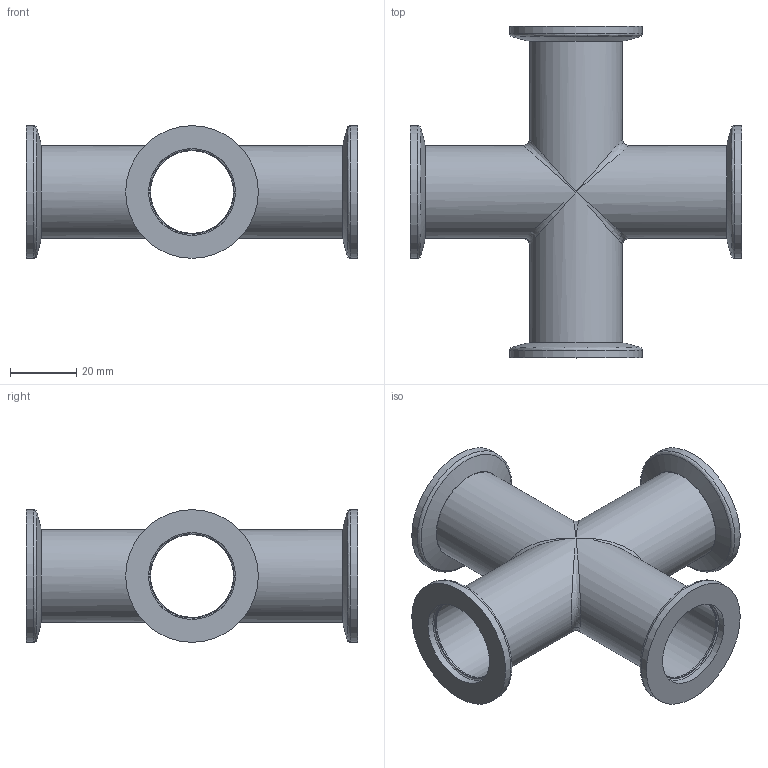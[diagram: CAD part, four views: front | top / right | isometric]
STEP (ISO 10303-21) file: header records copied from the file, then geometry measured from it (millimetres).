
FILE_DESCRIPTION (( 'STEP AP214' ), '1' );
FILE_NAME ('FULLVAC X41KF25.STEP', '2019-04-05T14:21:48', ( '' ), ( '' ), 'SwSTEP 2.0', 'SolidWorks 2017', '' );
FILE_SCHEMA (( 'AUTOMOTIVE_DESIGN' ));
Length unit declared in the file: millimetre
Products named in the file (3): 1^FULLVAC X41KF25; 2^FULLVAC X41KF25; FULLVAC X41KF25
Assembly tree (5 placements, depth 2):
  FULLVAC X41KF25
    1^FULLVAC X41KF25
    2^FULLVAC X41KF25  x4
Bounding box: 100 x 100 x 40 mm (x, y, z)
Volume: 29804.6 mm3; surface area: 35284.3 mm2
Topology: 5 solids, 5 shells, 64 faces, 136 edges, 72 vertices
Faces by surface type: cylinder 24, plane 20, bspline 16, cone 4
Full cylindrical faces by diameter (mm): 25 x8, 26.2 x4, 28 x4, 28.1 x4, 40 x4
Entity records: 4080 total; most frequent: CARTESIAN_POINT 3153, DIRECTION 94, ORIENTED_EDGE 70, EDGE_LOOP 54, AXIS2_PLACEMENT_3D 47, FACE_OUTER_BOUND 45, UNCERTAINTY_MEASURE_WITH_UNIT 38, STYLED_ITEM 35
